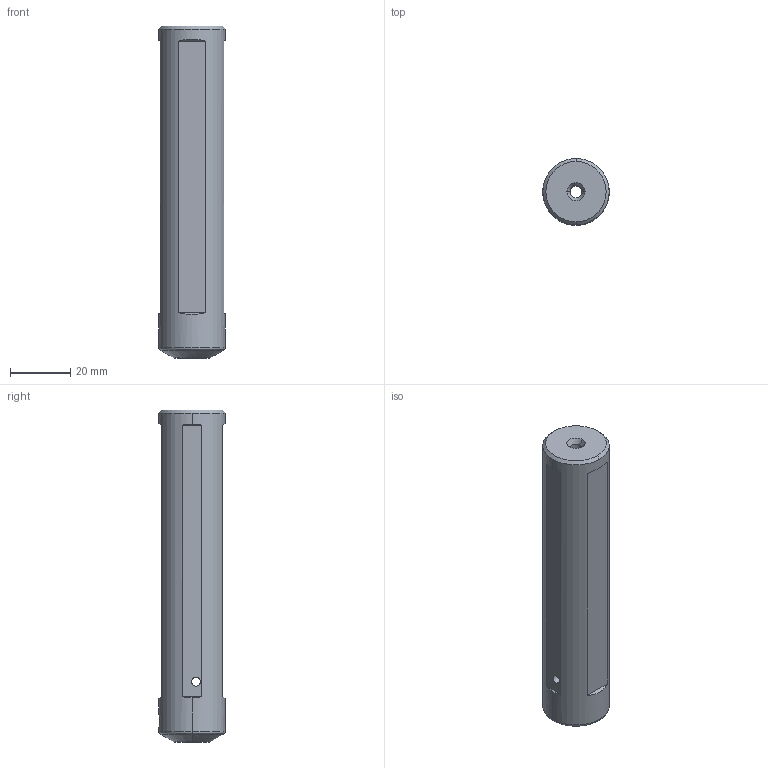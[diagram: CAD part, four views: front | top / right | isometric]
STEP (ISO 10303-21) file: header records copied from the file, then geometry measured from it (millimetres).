
FILE_DESCRIPTION(/* description */ (''),/* implementation_level */ '2;1');
FILE_NAME(/* name */ '1503306975233.stp',/* time_stamp */ '2017-08-21T11:16:21+02:00',/* author */ (''),/* organization */ ('SMS'),/* preprocessor_version */ 'ST-DEVELOPER v15',/* originating_system */ 'SIEMENS PLM Software NX 8.5',/* authorisation */ '');
FILE_SCHEMA (('AUTOMOTIVE_DESIGN { 1 0 10303 214 3 1 1 1 }'));
Length unit declared in the file: millimetre
Products named in the file (1): CXS-A22-06_step
Bounding box: 22 x 22 x 110 mm (x, y, z)
Volume: 37479.3 mm3; surface area: 10025.8 mm2
Topology: 1 solids, 1 shells, 50 faces, 136 edges, 83 vertices
Faces by surface type: cylinder 20, plane 14, cone 12, torus 4
Entity records: 1924 total; most frequent: CARTESIAN_POINT 671, ORIENTED_EDGE 264, DIRECTION 247, EDGE_CURVE 132, AXIS2_PLACEMENT_3D 97, VERTEX_POINT 83, EDGE_LOOP 57, LINE 53
